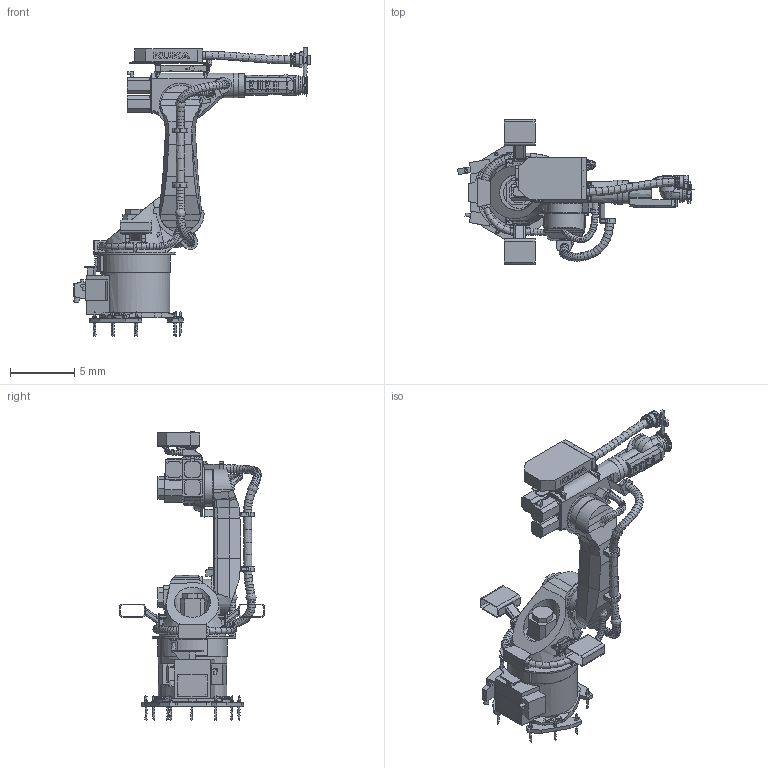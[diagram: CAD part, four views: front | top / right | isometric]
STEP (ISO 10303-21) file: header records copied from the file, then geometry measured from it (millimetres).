
FILE_DESCRIPTION(/* description */ (''),/* implementation_level */ '2;1');
FILE_NAME(/* name */ 'Untitled2',/* time_stamp */ '2022-11-28T17:01:06+02:00',/* author */ (''),/* organization */ (''),/* preprocessor_version */ 'ST-DEVELOPER v16.5',/* originating_system */ '',/* authorisation */ '');
FILE_SCHEMA (('AUTOMOTIVE_DESIGN'));
Products named in the file (1): Document
Bounding box: 18.4 x 11.28 x 22.41 mm (x, y, z)
Volume: 366.2 mm3; surface area: 1119.6 mm2
Topology: 53 solids, 74 shells, 2554 faces, 6641 edges, 4281 vertices
Faces by surface type: bspline 2014, plane 540
Entity records: 105408 total; most frequent: CARTESIAN_POINT 65399, ORIENTED_EDGE 13008, EDGE_CURVE 6569, VERTEX_POINT 4258, B_SPLINE_CURVE_WITH_KNOTS 4166, EDGE_LOOP 2947, ADVANCED_FACE 2552, FACE_OUTER_BOUND 2552
